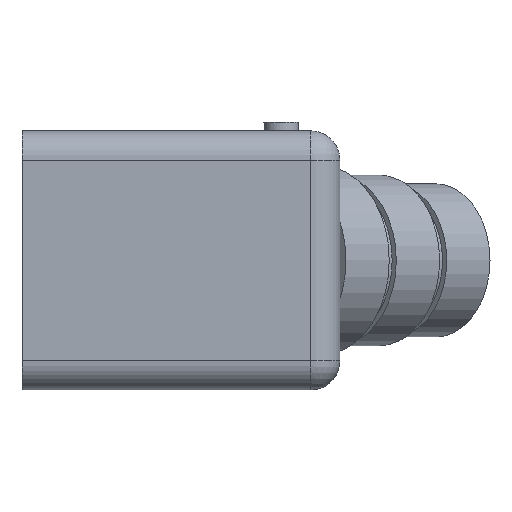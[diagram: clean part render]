
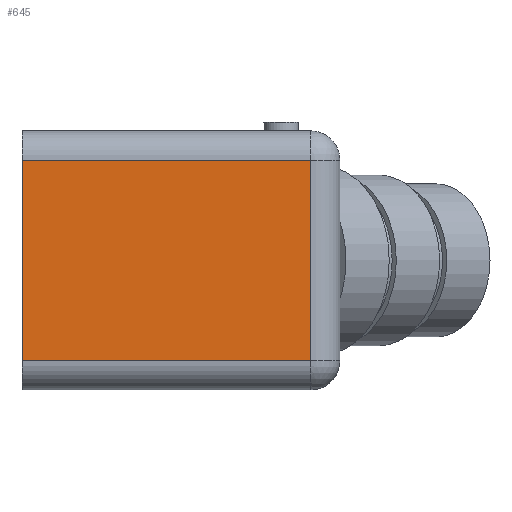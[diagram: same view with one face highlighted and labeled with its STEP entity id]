
A CAD part, left-side view. The second image highlights one B-rep face of the part: STEP entity #645.
In plain terms, the highlighted planar face has unit normal (-1, 0, 0).
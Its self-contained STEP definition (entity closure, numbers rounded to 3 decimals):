
#160=FACE_OUTER_BOUND('',#944,.T.);
#219=LINE('',#3032,#405);
#224=LINE('',#3056,#410);
#228=LINE('',#3062,#414);
#345=LINE('',#3414,#531);
#405=VECTOR('',#2435,1.);
#410=VECTOR('',#2462,1.);
#414=VECTOR('',#2470,1.);
#531=VECTOR('',#2839,1.);
#645=ADVANCED_FACE('',(#160),#713,.T.);
#713=PLANE('',#2250);
#944=EDGE_LOOP('',(#1467,#1468,#1469,#1470));
#1467=ORIENTED_EDGE('',*,*,#1762,.F.);
#1468=ORIENTED_EDGE('',*,*,#1948,.T.);
#1469=ORIENTED_EDGE('',*,*,#1774,.F.);
#1470=ORIENTED_EDGE('',*,*,#1778,.F.);
#1557=VERTEX_POINT('',#3026);
#1559=VERTEX_POINT('',#3031);
#1563=VERTEX_POINT('',#3046);
#1566=VERTEX_POINT('',#3053);
#1762=EDGE_CURVE('',#1559,#1557,#219,.T.);
#1774=EDGE_CURVE('',#1563,#1566,#224,.T.);
#1778=EDGE_CURVE('',#1557,#1563,#228,.T.);
#1948=EDGE_CURVE('',#1559,#1566,#345,.T.);
#2250=AXIS2_PLACEMENT_3D('',#3415,#2840,#2841);
#2435=DIRECTION('',(0.,-1.,0.));
#2462=DIRECTION('',(0.,1.,0.));
#2470=DIRECTION('',(0.,0.,-1.));
#2839=DIRECTION('',(0.,0.,-1.));
#2840=DIRECTION('',(-1.,0.,0.));
#2841=DIRECTION('',(0.,0.,1.));
#3026=CARTESIAN_POINT('',(0.,2.5,19.5));
#3031=CARTESIAN_POINT('',(0.,27.,19.5));
#3032=CARTESIAN_POINT('',(0.,27.,19.5));
#3046=CARTESIAN_POINT('',(0.,2.5,2.5));
#3053=CARTESIAN_POINT('',(0.,27.,2.5));
#3056=CARTESIAN_POINT('',(0.,27.,2.5));
#3062=CARTESIAN_POINT('',(0.,2.5,16.5));
#3414=CARTESIAN_POINT('',(0.,27.,22.));
#3415=CARTESIAN_POINT('',(0.,27.,22.));
